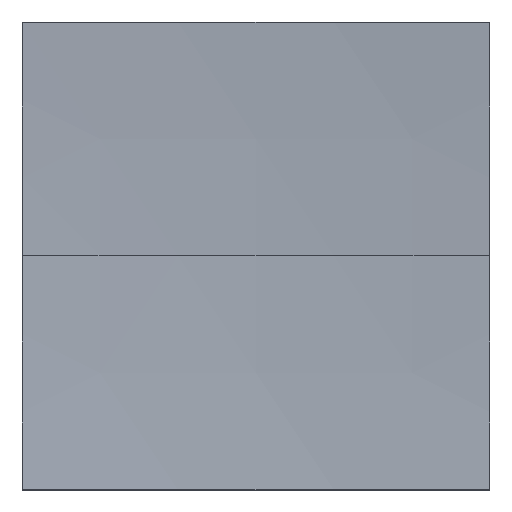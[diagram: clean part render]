
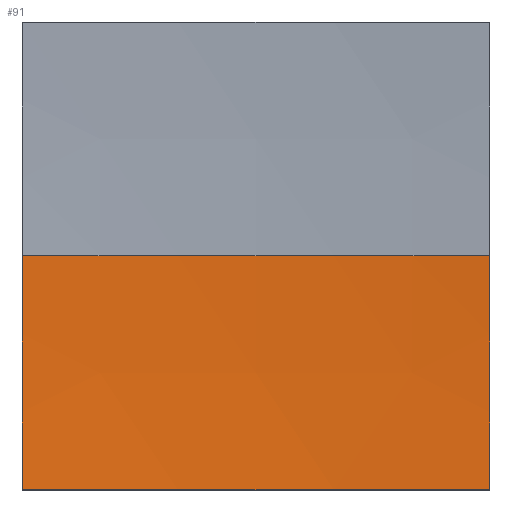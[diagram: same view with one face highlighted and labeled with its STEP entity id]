
A CAD part, top view. The second image highlights one B-rep face of the part: STEP entity #91.
In plain terms, the highlighted spherical face has radius 200 mm.
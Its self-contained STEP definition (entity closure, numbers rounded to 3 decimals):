
#3 = ORIENTED_EDGE ( 'NONE', *, *, #20, .T. ) ;
#5 = DIRECTION ( 'NONE',  ( 0., 0., -1. ) ) ;
#20 = EDGE_CURVE ( 'NONE', #95, #228, #72, .T. ) ;
#26 = CARTESIAN_POINT ( 'NONE',  ( 12.5, -12.5, 6.783 ) ) ;
#27 = CIRCLE ( 'NONE', #36, 199.609 ) ;
#30 = DIRECTION ( 'NONE',  ( 1., 0., 0. ) ) ;
#32 = CARTESIAN_POINT ( 'NONE',  ( -12.5, 0., 6.391 ) ) ;
#36 = AXIS2_PLACEMENT_3D ( 'NONE', #171, #73, #203 ) ;
#57 = DIRECTION ( 'NONE',  ( 0., 1., 0. ) ) ;
#61 = ORIENTED_EDGE ( 'NONE', *, *, #246, .F. ) ;
#64 = DIRECTION ( 'NONE',  ( 0., -1., 0. ) ) ;
#65 = CARTESIAN_POINT ( 'NONE',  ( 12.5, 0., 206. ) ) ;
#71 = AXIS2_PLACEMENT_3D ( 'NONE', #128, #197, #160 ) ;
#72 = CIRCLE ( 'NONE', #219, 199.609 ) ;
#73 = DIRECTION ( 'NONE',  ( 0., 1., 0. ) ) ;
#80 = SPHERICAL_SURFACE ( 'NONE', #71, 200. ) ;
#83 = CARTESIAN_POINT ( 'NONE',  ( -12.5, -12.5, 6.783 ) ) ;
#91 = ADVANCED_FACE ( 'NONE', ( #166 ), #80, .F. ) ;
#94 = VERTEX_POINT ( 'NONE', #164 ) ;
#95 = VERTEX_POINT ( 'NONE', #26 ) ;
#105 = DIRECTION ( 'NONE',  ( -1., 0., 0. ) ) ;
#107 = CARTESIAN_POINT ( 'NONE',  ( 0., 0., 206. ) ) ;
#110 = CIRCLE ( 'NONE', #249, 199.609 ) ;
#123 = CARTESIAN_POINT ( 'NONE',  ( 0., 0., 206. ) ) ;
#128 = CARTESIAN_POINT ( 'NONE',  ( 0., 0., 206. ) ) ;
#132 = EDGE_CURVE ( 'NONE', #94, #146, #180, .T. ) ;
#133 = CARTESIAN_POINT ( 'NONE',  ( 12.5, 0., 6.391 ) ) ;
#142 = ORIENTED_EDGE ( 'NONE', *, *, #149, .F. ) ;
#143 = CARTESIAN_POINT ( 'NONE',  ( -12.5, 0., 206. ) ) ;
#146 = VERTEX_POINT ( 'NONE', #32 ) ;
#149 = EDGE_CURVE ( 'NONE', #172, #146, #110, .T. ) ;
#157 = AXIS2_PLACEMENT_3D ( 'NONE', #123, #57, #105 ) ;
#160 = DIRECTION ( 'NONE',  ( 1., 0., 0. ) ) ;
#164 = CARTESIAN_POINT ( 'NONE',  ( 0., 0., 6. ) ) ;
#166 = FACE_OUTER_BOUND ( 'NONE', #217, .T. ) ;
#168 = EDGE_CURVE ( 'NONE', #94, #228, #230, .T. ) ;
#171 = CARTESIAN_POINT ( 'NONE',  ( 0., -12.5, 206. ) ) ;
#172 = VERTEX_POINT ( 'NONE', #83 ) ;
#175 = DIRECTION ( 'NONE',  ( 1., 0., 0. ) ) ;
#179 = DIRECTION ( 'NONE',  ( 0., 1., 0. ) ) ;
#180 = CIRCLE ( 'NONE', #157, 200. ) ;
#181 = ORIENTED_EDGE ( 'NONE', *, *, #168, .F. ) ;
#197 = DIRECTION ( 'NONE',  ( 0., 1., 0. ) ) ;
#203 = DIRECTION ( 'NONE',  ( 0., 0., 1. ) ) ;
#213 = DIRECTION ( 'NONE',  ( 0., 1., 0. ) ) ;
#217 = EDGE_LOOP ( 'NONE', ( #181, #240, #142, #61, #3 ) ) ;
#219 = AXIS2_PLACEMENT_3D ( 'NONE', #65, #175, #213 ) ;
#228 = VERTEX_POINT ( 'NONE', #133 ) ;
#230 = CIRCLE ( 'NONE', #236, 200. ) ;
#236 = AXIS2_PLACEMENT_3D ( 'NONE', #107, #64, #5 ) ;
#240 = ORIENTED_EDGE ( 'NONE', *, *, #132, .T. ) ;
#246 = EDGE_CURVE ( 'NONE', #95, #172, #27, .T. ) ;
#249 = AXIS2_PLACEMENT_3D ( 'NONE', #143, #30, #179 ) ;
